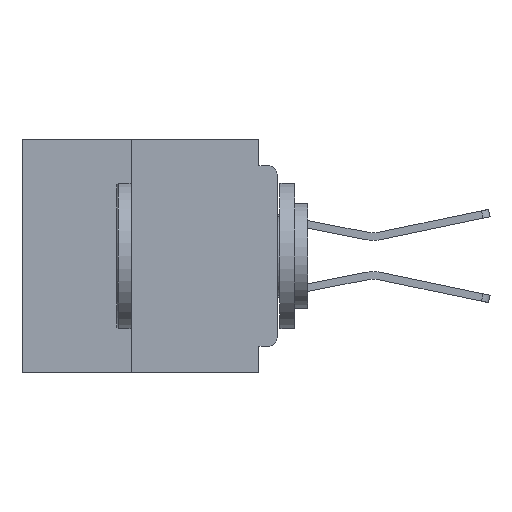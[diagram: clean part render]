
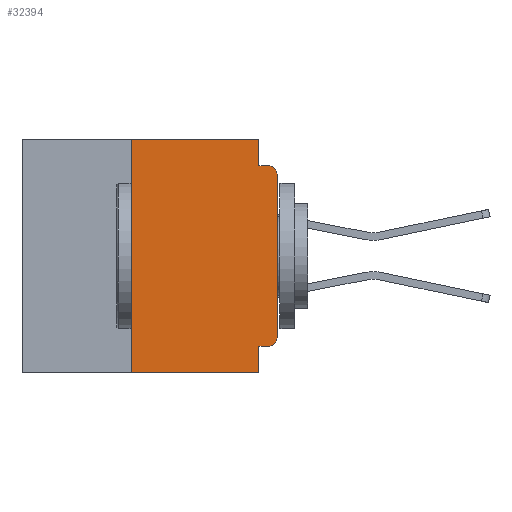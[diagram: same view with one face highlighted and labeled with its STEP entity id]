
A CAD part, left-side view. The second image highlights one B-rep face of the part: STEP entity #32394.
In plain terms, the highlighted planar face has unit normal (-1, 0, 0).
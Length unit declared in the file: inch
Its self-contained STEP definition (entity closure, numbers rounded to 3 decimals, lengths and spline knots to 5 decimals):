
#984 = EDGE_CURVE ( 'NONE', #36895, #49755, #29813, .T. ) ;
#3144 = VERTEX_POINT ( 'NONE', #12046 ) ;
#3240 = VECTOR ( 'NONE', #6241, 39.37008 ) ;
#3817 = EDGE_CURVE ( 'NONE', #50000, #36895, #42602, .T. ) ;
#4272 = EDGE_CURVE ( 'NONE', #48905, #16406, #56740, .T. ) ;
#4740 = CARTESIAN_POINT ( 'NONE',  ( 0., 0.25, 0. ) ) ;
#4920 = DIRECTION ( 'NONE',  ( -1., 0., 0. ) ) ;
#5188 = LINE ( 'NONE', #15586, #41678 ) ;
#5291 = DIRECTION ( 'NONE',  ( 1., 0., 0. ) ) ;
#5389 = ORIENTED_EDGE ( 'NONE', *, *, #4272, .T. ) ;
#5964 = DIRECTION ( 'NONE',  ( 0., 0., -1. ) ) ;
#6241 = DIRECTION ( 'NONE',  ( 0., -1., 0. ) ) ;
#7752 = CARTESIAN_POINT ( 'NONE',  ( 0., 0., 0. ) ) ;
#10014 = CARTESIAN_POINT ( 'NONE',  ( 0., 0.25, -0.4 ) ) ;
#10828 = CARTESIAN_POINT ( 'NONE',  ( 0., 0., -0.045 ) ) ;
#11652 = EDGE_CURVE ( 'NONE', #43892, #50000, #56163, .T. ) ;
#12031 = VECTOR ( 'NONE', #55168, 39.37008 ) ;
#12046 = CARTESIAN_POINT ( 'NONE',  ( 0., 0.031, 0. ) ) ;
#12479 = CARTESIAN_POINT ( 'NONE',  ( 0., 0.015, -0.045 ) ) ;
#12593 = LINE ( 'NONE', #10014, #47530 ) ;
#14089 = CARTESIAN_POINT ( 'NONE',  ( 0., 0., -0.355 ) ) ;
#14925 = VERTEX_POINT ( 'NONE', #51676 ) ;
#15586 = CARTESIAN_POINT ( 'NONE',  ( 0., 0.031, -0.4 ) ) ;
#15959 = LINE ( 'NONE', #10828, #3240 ) ;
#16406 = VERTEX_POINT ( 'NONE', #55022 ) ;
#16469 = ORIENTED_EDGE ( 'NONE', *, *, #26695, .F. ) ;
#16790 = ORIENTED_EDGE ( 'NONE', *, *, #40678, .F. ) ;
#17692 = DIRECTION ( 'NONE',  ( 0., 0., -1. ) ) ;
#18583 = DIRECTION ( 'NONE',  ( -1., 0., 0. ) ) ;
#18919 = CARTESIAN_POINT ( 'NONE',  ( 0., 0.015, -0.06 ) ) ;
#20257 = CARTESIAN_POINT ( 'NONE',  ( 0., 0.25, -0.4 ) ) ;
#24683 = LINE ( 'NONE', #40781, #12031 ) ;
#25317 = DIRECTION ( 'NONE',  ( 0., -1., 0. ) ) ;
#25529 = EDGE_LOOP ( 'NONE', ( #36994, #31626, #16790, #16469, #38381, #27650, #5389, #61309, #55848, #26327 ) ) ;
#26327 = ORIENTED_EDGE ( 'NONE', *, *, #11652, .T. ) ;
#26432 = EDGE_CURVE ( 'NONE', #48905, #60215, #12593, .T. ) ;
#26695 = EDGE_CURVE ( 'NONE', #3144, #38671, #24683, .T. ) ;
#27650 = ORIENTED_EDGE ( 'NONE', *, *, #26432, .F. ) ;
#28469 = VECTOR ( 'NONE', #36424, 39.37008 ) ;
#29009 = EDGE_CURVE ( 'NONE', #43892, #14925, #57897, .T. ) ;
#29372 = CARTESIAN_POINT ( 'NONE',  ( 0., 0.031, -0.045 ) ) ;
#29813 = CIRCLE ( 'NONE', #39623, 0.015 ) ;
#30161 = DIRECTION ( 'NONE',  ( 0., -1., 0. ) ) ;
#31060 = VECTOR ( 'NONE', #52114, 39.37008 ) ;
#31626 = ORIENTED_EDGE ( 'NONE', *, *, #984, .T. ) ;
#32394 = ADVANCED_FACE ( 'NONE', ( #40386 ), #33798, .F. ) ;
#33444 = CARTESIAN_POINT ( 'NONE',  ( 0., 0.015, -0.34 ) ) ;
#33530 = EDGE_CURVE ( 'NONE', #14925, #16406, #5188, .T. ) ;
#33798 = PLANE ( 'NONE',  #59461 ) ;
#36424 = DIRECTION ( 'NONE',  ( 0., 0., 1. ) ) ;
#36828 = EDGE_CURVE ( 'NONE', #60215, #3144, #56176, .T. ) ;
#36895 = VERTEX_POINT ( 'NONE', #59243 ) ;
#36994 = ORIENTED_EDGE ( 'NONE', *, *, #3817, .T. ) ;
#38054 = AXIS2_PLACEMENT_3D ( 'NONE', #33444, #4920, #38217 ) ;
#38217 = DIRECTION ( 'NONE',  ( 0., 0., -1. ) ) ;
#38381 = ORIENTED_EDGE ( 'NONE', *, *, #36828, .F. ) ;
#38579 = DIRECTION ( 'NONE',  ( 0., 0., -1. ) ) ;
#38671 = VERTEX_POINT ( 'NONE', #29372 ) ;
#39623 = AXIS2_PLACEMENT_3D ( 'NONE', #18919, #18583, #17692 ) ;
#40386 = FACE_OUTER_BOUND ( 'NONE', #25529, .T. ) ;
#40678 = EDGE_CURVE ( 'NONE', #38671, #49755, #15959, .T. ) ;
#40781 = CARTESIAN_POINT ( 'NONE',  ( 0., 0.031, 0. ) ) ;
#41678 = VECTOR ( 'NONE', #5964, 39.37008 ) ;
#42547 = VECTOR ( 'NONE', #30161, 39.37008 ) ;
#42602 = LINE ( 'NONE', #7752, #28469 ) ;
#43892 = VERTEX_POINT ( 'NONE', #44218 ) ;
#44218 = CARTESIAN_POINT ( 'NONE',  ( 0., 0.015, -0.355 ) ) ;
#47530 = VECTOR ( 'NONE', #48093, 39.37008 ) ;
#47552 = CARTESIAN_POINT ( 'NONE',  ( 0., 0., -0.34 ) ) ;
#48093 = DIRECTION ( 'NONE',  ( 0., 0., 1. ) ) ;
#48905 = VERTEX_POINT ( 'NONE', #20257 ) ;
#49256 = CARTESIAN_POINT ( 'NONE',  ( 0., 0.437, 0. ) ) ;
#49755 = VERTEX_POINT ( 'NONE', #12479 ) ;
#50000 = VERTEX_POINT ( 'NONE', #47552 ) ;
#51676 = CARTESIAN_POINT ( 'NONE',  ( 0., 0.031, -0.355 ) ) ;
#52114 = DIRECTION ( 'NONE',  ( 0., 1., 0. ) ) ;
#52732 = CARTESIAN_POINT ( 'NONE',  ( 0., 0.437, 0. ) ) ;
#55022 = CARTESIAN_POINT ( 'NONE',  ( 0., 0.031, -0.4 ) ) ;
#55168 = DIRECTION ( 'NONE',  ( 0., 0., -1. ) ) ;
#55848 = ORIENTED_EDGE ( 'NONE', *, *, #29009, .F. ) ;
#56163 = CIRCLE ( 'NONE', #38054, 0.015 ) ;
#56176 = LINE ( 'NONE', #49256, #57678 ) ;
#56740 = LINE ( 'NONE', #58689, #42547 ) ;
#57678 = VECTOR ( 'NONE', #25317, 39.37008 ) ;
#57897 = LINE ( 'NONE', #14089, #31060 ) ;
#58689 = CARTESIAN_POINT ( 'NONE',  ( 0., 0.437, -0.4 ) ) ;
#59243 = CARTESIAN_POINT ( 'NONE',  ( 0., 0., -0.06 ) ) ;
#59461 = AXIS2_PLACEMENT_3D ( 'NONE', #52732, #5291, #38579 ) ;
#60215 = VERTEX_POINT ( 'NONE', #4740 ) ;
#61309 = ORIENTED_EDGE ( 'NONE', *, *, #33530, .F. ) ;
